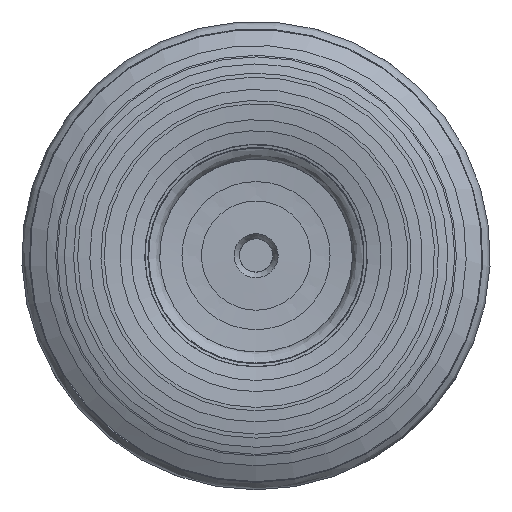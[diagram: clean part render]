
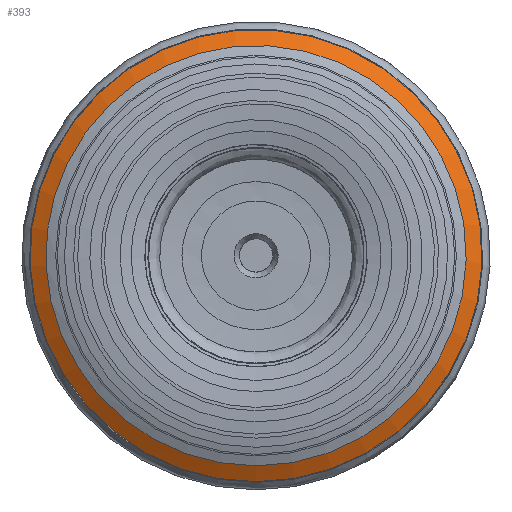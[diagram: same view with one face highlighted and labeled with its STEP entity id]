
A CAD part, left-side view. The second image highlights one B-rep face of the part: STEP entity #393.
In plain terms, the highlighted face is a revolution surface.
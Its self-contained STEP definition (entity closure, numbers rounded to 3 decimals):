
#122=SURFACE_OF_REVOLUTION('',#318,#158);
#158=AXIS1_PLACEMENT('',#3806,#1515);
#318=B_SPLINE_CURVE_WITH_KNOTS('',3,(#3799,#3800,#3801,#3802,#3803,#3804,
#3805),.UNSPECIFIED.,.F.,.F.,(4,3,4),(0.,0.499,1.),
 .UNSPECIFIED.);
#393=ADVANCED_FACE('',(#502,#503),#122,.T.);
#502=FACE_BOUND('',#639,.T.);
#503=FACE_BOUND('',#640,.T.);
#639=EDGE_LOOP('',(#873));
#640=EDGE_LOOP('',(#874));
#873=ORIENTED_EDGE('',*,*,#1111,.F.);
#874=ORIENTED_EDGE('',*,*,#1112,.T.);
#994=VERTEX_POINT('',#3791);
#995=VERTEX_POINT('',#3798);
#1111=EDGE_CURVE('',#994,#994,#1180,.T.);
#1112=EDGE_CURVE('',#995,#995,#1181,.T.);
#1180=CIRCLE('',#1282,10.189);
#1181=CIRCLE('',#1283,9.472);
#1282=AXIS2_PLACEMENT_3D('',#3790,#1510,#1511);
#1283=AXIS2_PLACEMENT_3D('',#3797,#1513,#1514);
#1510=DIRECTION('',(1.,0.,0.));
#1511=DIRECTION('',(0.,0.,-1.));
#1513=DIRECTION('',(1.,0.,0.));
#1514=DIRECTION('',(0.,0.,-1.));
#1515=DIRECTION('',(1.,0.,0.));
#3790=CARTESIAN_POINT('',(1.01,0.,0.));
#3791=CARTESIAN_POINT('',(1.01,0.,-10.189));
#3797=CARTESIAN_POINT('',(0.588,0.,0.));
#3798=CARTESIAN_POINT('',(0.588,0.,-9.472));
#3799=CARTESIAN_POINT('',(0.588,-8.978,3.02));
#3800=CARTESIAN_POINT('',(0.65,-9.107,3.019));
#3801=CARTESIAN_POINT('',(0.716,-9.235,3.019));
#3802=CARTESIAN_POINT('',(0.786,-9.36,3.02));
#3803=CARTESIAN_POINT('',(0.857,-9.486,3.021));
#3804=CARTESIAN_POINT('',(0.932,-9.609,3.022));
#3805=CARTESIAN_POINT('',(1.01,-9.73,3.024));
#3806=CARTESIAN_POINT('',(0.,0.,0.));
